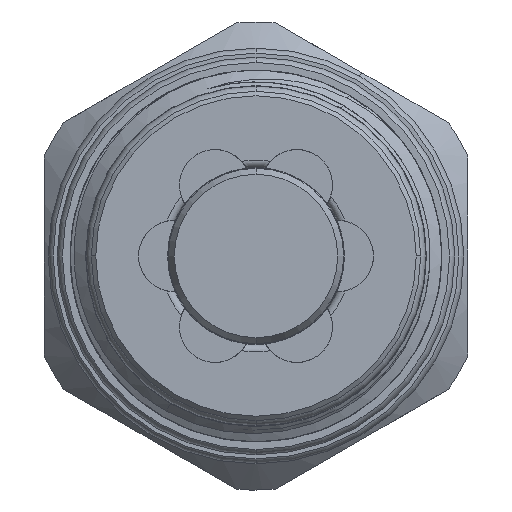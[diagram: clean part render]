
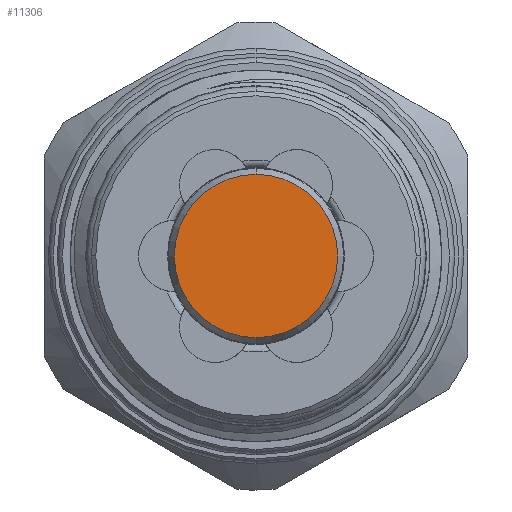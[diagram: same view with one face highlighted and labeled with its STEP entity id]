
A CAD part, left-side view. The second image highlights one B-rep face of the part: STEP entity #11306.
In plain terms, the highlighted planar face has unit normal (-1, 0, 0).
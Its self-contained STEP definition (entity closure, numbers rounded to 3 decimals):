
#246 = DIRECTION ( 'NONE',  ( -1., 0., 0. ) ) ;
#1144 = DIRECTION ( 'NONE',  ( 0., 0., 1. ) ) ;
#1639 = EDGE_CURVE ( 'NONE', #4080, #10029, #7934, .T. ) ;
#1717 = CARTESIAN_POINT ( 'NONE',  ( -85.814, 0., 0. ) ) ;
#1949 = CARTESIAN_POINT ( 'NONE',  ( -85.814, 0., 5.511 ) ) ;
#1960 = EDGE_LOOP ( 'NONE', ( #12299, #6109 ) ) ;
#2220 = CARTESIAN_POINT ( 'NONE',  ( -85.814, 0., -5.511 ) ) ;
#3192 = CARTESIAN_POINT ( 'NONE',  ( -85.814, 0., 0. ) ) ;
#4080 = VERTEX_POINT ( 'NONE', #1949 ) ;
#5032 = AXIS2_PLACEMENT_3D ( 'NONE', #10945, #246, #1144 ) ;
#6109 = ORIENTED_EDGE ( 'NONE', *, *, #1639, .T. ) ;
#6629 = AXIS2_PLACEMENT_3D ( 'NONE', #3192, #8968, #9975 ) ;
#7508 = PLANE ( 'NONE',  #7852 ) ;
#7600 = DIRECTION ( 'NONE',  ( 0., 1., 0. ) ) ;
#7852 = AXIS2_PLACEMENT_3D ( 'NONE', #1717, #9501, #7600 ) ;
#7934 = CIRCLE ( 'NONE', #5032, 5.511 ) ;
#8776 = CIRCLE ( 'NONE', #6629, 5.511 ) ;
#8968 = DIRECTION ( 'NONE',  ( -1., 0., 0. ) ) ;
#9501 = DIRECTION ( 'NONE',  ( -1., 0., 0. ) ) ;
#9975 = DIRECTION ( 'NONE',  ( 0., 0., 1. ) ) ;
#10023 = EDGE_CURVE ( 'NONE', #10029, #4080, #8776, .T. ) ;
#10029 = VERTEX_POINT ( 'NONE', #2220 ) ;
#10945 = CARTESIAN_POINT ( 'NONE',  ( -85.814, 0., 0. ) ) ;
#11074 = FACE_OUTER_BOUND ( 'NONE', #1960, .T. ) ;
#11306 = ADVANCED_FACE ( 'NONE', ( #11074 ), #7508, .T. ) ;
#12299 = ORIENTED_EDGE ( 'NONE', *, *, #10023, .T. ) ;
